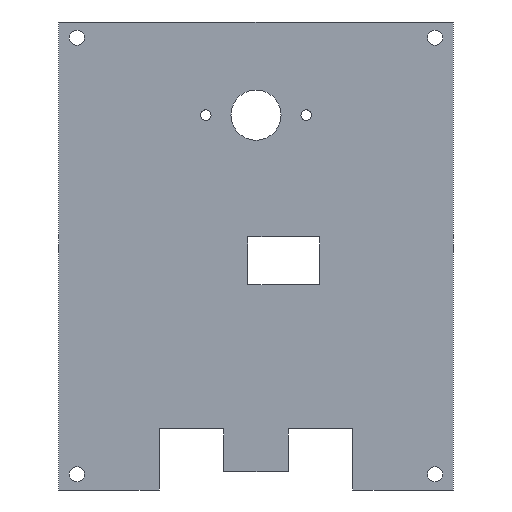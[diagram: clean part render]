
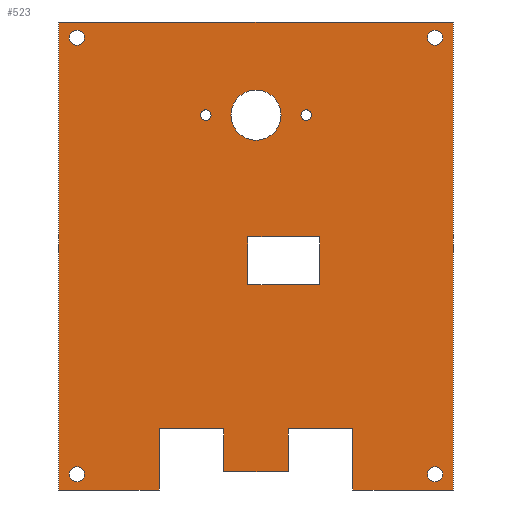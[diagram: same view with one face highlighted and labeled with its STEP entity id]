
A CAD part, left-side view. The second image highlights one B-rep face of the part: STEP entity #523.
In plain terms, the highlighted planar face has unit normal (-1, 0, 0).
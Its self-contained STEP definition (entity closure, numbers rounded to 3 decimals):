
#23=FACE_BOUND('',#107,.T.);
#24=FACE_BOUND('',#108,.T.);
#25=FACE_BOUND('',#109,.T.);
#26=FACE_BOUND('',#110,.T.);
#27=FACE_BOUND('',#111,.T.);
#28=FACE_BOUND('',#112,.T.);
#29=FACE_BOUND('',#113,.T.);
#30=FACE_BOUND('',#114,.T.);
#48=PLANE('',#564);
#73=FACE_OUTER_BOUND('',#106,.T.);
#106=EDGE_LOOP('',(#469,#470,#471,#472,#473,#474,#475,#476,#477,#478,#479,
#480));
#107=EDGE_LOOP('',(#481));
#108=EDGE_LOOP('',(#482));
#109=EDGE_LOOP('',(#483,#484,#485,#486));
#110=EDGE_LOOP('',(#487));
#111=EDGE_LOOP('',(#488));
#112=EDGE_LOOP('',(#489));
#113=EDGE_LOOP('',(#490));
#114=EDGE_LOOP('',(#491));
#117=LINE('',#716,#172);
#121=LINE('',#724,#176);
#124=LINE('',#730,#179);
#127=LINE('',#735,#182);
#134=LINE('',#770,#189);
#138=LINE('',#778,#193);
#141=LINE('',#784,#196);
#144=LINE('',#790,#199);
#147=LINE('',#796,#202);
#150=LINE('',#802,#205);
#153=LINE('',#808,#208);
#156=LINE('',#814,#211);
#159=LINE('',#820,#214);
#162=LINE('',#826,#217);
#165=LINE('',#832,#220);
#168=LINE('',#837,#223);
#172=VECTOR('',#583,10.);
#176=VECTOR('',#589,10.);
#179=VECTOR('',#594,10.);
#182=VECTOR('',#599,10.);
#189=VECTOR('',#638,10.);
#193=VECTOR('',#644,10.);
#196=VECTOR('',#649,10.);
#199=VECTOR('',#654,10.);
#202=VECTOR('',#659,10.);
#205=VECTOR('',#664,10.);
#208=VECTOR('',#669,10.);
#211=VECTOR('',#674,10.);
#214=VECTOR('',#679,10.);
#217=VECTOR('',#684,10.);
#220=VECTOR('',#689,10.);
#223=VECTOR('',#694,10.);
#225=CIRCLE('',#527,1.09);
#227=CIRCLE('',#530,1.09);
#230=CIRCLE('',#538,1.6);
#232=CIRCLE('',#541,5.25);
#234=CIRCLE('',#544,1.6);
#236=CIRCLE('',#547,1.6);
#238=CIRCLE('',#550,1.6);
#239=VERTEX_POINT('',#702);
#241=VERTEX_POINT('',#708);
#243=VERTEX_POINT('',#714);
#244=VERTEX_POINT('',#715);
#247=VERTEX_POINT('',#723);
#249=VERTEX_POINT('',#729);
#252=VERTEX_POINT('',#740);
#254=VERTEX_POINT('',#746);
#256=VERTEX_POINT('',#752);
#258=VERTEX_POINT('',#758);
#260=VERTEX_POINT('',#764);
#261=VERTEX_POINT('',#768);
#262=VERTEX_POINT('',#769);
#265=VERTEX_POINT('',#777);
#267=VERTEX_POINT('',#783);
#269=VERTEX_POINT('',#789);
#271=VERTEX_POINT('',#795);
#273=VERTEX_POINT('',#801);
#275=VERTEX_POINT('',#807);
#277=VERTEX_POINT('',#813);
#279=VERTEX_POINT('',#819);
#281=VERTEX_POINT('',#825);
#283=VERTEX_POINT('',#831);
#285=EDGE_CURVE('',#239,#239,#225,.T.);
#288=EDGE_CURVE('',#241,#241,#227,.T.);
#291=EDGE_CURVE('',#243,#244,#117,.T.);
#295=EDGE_CURVE('',#247,#243,#121,.T.);
#298=EDGE_CURVE('',#249,#247,#124,.T.);
#301=EDGE_CURVE('',#244,#249,#127,.T.);
#305=EDGE_CURVE('',#252,#252,#230,.T.);
#308=EDGE_CURVE('',#254,#254,#232,.T.);
#311=EDGE_CURVE('',#256,#256,#234,.T.);
#314=EDGE_CURVE('',#258,#258,#236,.T.);
#317=EDGE_CURVE('',#260,#260,#238,.T.);
#318=EDGE_CURVE('',#261,#262,#134,.T.);
#322=EDGE_CURVE('',#262,#265,#138,.T.);
#325=EDGE_CURVE('',#265,#267,#141,.T.);
#328=EDGE_CURVE('',#267,#269,#144,.T.);
#331=EDGE_CURVE('',#269,#271,#147,.T.);
#334=EDGE_CURVE('',#271,#273,#150,.T.);
#337=EDGE_CURVE('',#273,#275,#153,.T.);
#340=EDGE_CURVE('',#277,#275,#156,.T.);
#343=EDGE_CURVE('',#279,#277,#159,.T.);
#346=EDGE_CURVE('',#281,#279,#162,.T.);
#349=EDGE_CURVE('',#283,#281,#165,.T.);
#352=EDGE_CURVE('',#261,#283,#168,.T.);
#469=ORIENTED_EDGE('',*,*,#352,.F.);
#470=ORIENTED_EDGE('',*,*,#318,.T.);
#471=ORIENTED_EDGE('',*,*,#322,.T.);
#472=ORIENTED_EDGE('',*,*,#325,.T.);
#473=ORIENTED_EDGE('',*,*,#328,.T.);
#474=ORIENTED_EDGE('',*,*,#331,.T.);
#475=ORIENTED_EDGE('',*,*,#334,.T.);
#476=ORIENTED_EDGE('',*,*,#337,.T.);
#477=ORIENTED_EDGE('',*,*,#340,.F.);
#478=ORIENTED_EDGE('',*,*,#343,.F.);
#479=ORIENTED_EDGE('',*,*,#346,.F.);
#480=ORIENTED_EDGE('',*,*,#349,.F.);
#481=ORIENTED_EDGE('',*,*,#285,.T.);
#482=ORIENTED_EDGE('',*,*,#288,.T.);
#483=ORIENTED_EDGE('',*,*,#291,.T.);
#484=ORIENTED_EDGE('',*,*,#301,.T.);
#485=ORIENTED_EDGE('',*,*,#298,.T.);
#486=ORIENTED_EDGE('',*,*,#295,.T.);
#487=ORIENTED_EDGE('',*,*,#317,.F.);
#488=ORIENTED_EDGE('',*,*,#314,.F.);
#489=ORIENTED_EDGE('',*,*,#311,.F.);
#490=ORIENTED_EDGE('',*,*,#308,.F.);
#491=ORIENTED_EDGE('',*,*,#305,.F.);
#523=ADVANCED_FACE('',(#73,#23,#24,#25,#26,#27,#28,#29,#30),#48,.F.);
#527=AXIS2_PLACEMENT_3D('',#703,#569,#570);
#530=AXIS2_PLACEMENT_3D('',#709,#576,#577);
#538=AXIS2_PLACEMENT_3D('',#742,#606,#607);
#541=AXIS2_PLACEMENT_3D('',#748,#613,#614);
#544=AXIS2_PLACEMENT_3D('',#754,#620,#621);
#547=AXIS2_PLACEMENT_3D('',#760,#627,#628);
#550=AXIS2_PLACEMENT_3D('',#766,#634,#635);
#564=AXIS2_PLACEMENT_3D('',#840,#698,#699);
#569=DIRECTION('center_axis',(1.,0.,0.));
#570=DIRECTION('ref_axis',(0.,1.,0.));
#576=DIRECTION('center_axis',(1.,0.,0.));
#577=DIRECTION('ref_axis',(0.,1.,0.));
#583=DIRECTION('',(0.,0.,-1.));
#589=DIRECTION('',(0.,-1.,0.));
#594=DIRECTION('',(0.,0.,1.));
#599=DIRECTION('',(0.,1.,0.));
#606=DIRECTION('center_axis',(-1.,0.,0.));
#607=DIRECTION('ref_axis',(0.,1.,0.));
#613=DIRECTION('center_axis',(-1.,0.,0.));
#614=DIRECTION('ref_axis',(0.,1.,0.));
#620=DIRECTION('center_axis',(-1.,0.,0.));
#621=DIRECTION('ref_axis',(0.,1.,0.));
#627=DIRECTION('center_axis',(-1.,0.,0.));
#628=DIRECTION('ref_axis',(0.,1.,0.));
#634=DIRECTION('center_axis',(-1.,0.,0.));
#635=DIRECTION('ref_axis',(0.,1.,0.));
#638=DIRECTION('',(0.,0.,1.));
#644=DIRECTION('',(0.,-1.,0.));
#649=DIRECTION('',(0.,0.,-1.));
#654=DIRECTION('',(0.,-1.,0.));
#659=DIRECTION('',(0.,0.,1.));
#664=DIRECTION('',(0.,-1.,0.));
#669=DIRECTION('',(0.,0.,-1.));
#674=DIRECTION('',(0.,1.,0.));
#679=DIRECTION('',(0.,0.,-1.));
#684=DIRECTION('',(0.,-1.,0.));
#689=DIRECTION('',(0.,0.,1.));
#694=DIRECTION('',(0.,1.,0.));
#698=DIRECTION('center_axis',(1.,0.,0.));
#699=DIRECTION('ref_axis',(0.,1.,0.));
#702=CARTESIAN_POINT('',(0.,50.71,78.5));
#703=CARTESIAN_POINT('Origin',(0.,51.8,78.5));
#708=CARTESIAN_POINT('',(0.,29.71,78.5));
#709=CARTESIAN_POINT('Origin',(0.,30.8,78.5));
#714=CARTESIAN_POINT('',(0.,28.,53.));
#715=CARTESIAN_POINT('',(0.,28.,43.));
#716=CARTESIAN_POINT('',(0.,28.,51.));
#723=CARTESIAN_POINT('',(0.,43.,53.));
#724=CARTESIAN_POINT('',(0.,42.15,53.));
#729=CARTESIAN_POINT('',(0.,43.,43.));
#730=CARTESIAN_POINT('',(0.,43.,46.));
#735=CARTESIAN_POINT('',(0.,34.65,43.));
#740=CARTESIAN_POINT('',(0.,77.2,3.3));
#742=CARTESIAN_POINT('Origin',(0.,78.8,3.3));
#746=CARTESIAN_POINT('',(0.,36.05,78.5));
#748=CARTESIAN_POINT('Origin',(0.,41.3,78.5));
#752=CARTESIAN_POINT('',(0.,2.2,3.3));
#754=CARTESIAN_POINT('Origin',(0.,3.8,3.3));
#758=CARTESIAN_POINT('',(0.,2.2,94.7));
#760=CARTESIAN_POINT('Origin',(0.,3.8,94.7));
#764=CARTESIAN_POINT('',(0.,77.2,94.7));
#766=CARTESIAN_POINT('Origin',(0.,78.8,94.7));
#768=CARTESIAN_POINT('',(0.,61.6,0.));
#769=CARTESIAN_POINT('',(0.,61.6,12.8));
#770=CARTESIAN_POINT('',(0.,61.6,0.));
#777=CARTESIAN_POINT('',(0.,48.1,12.8));
#778=CARTESIAN_POINT('',(0.,61.6,12.8));
#783=CARTESIAN_POINT('',(0.,48.1,3.8));
#784=CARTESIAN_POINT('',(0.,48.1,12.8));
#789=CARTESIAN_POINT('',(0.,34.5,3.8));
#790=CARTESIAN_POINT('',(0.,48.1,3.8));
#795=CARTESIAN_POINT('',(0.,34.5,12.8));
#796=CARTESIAN_POINT('',(0.,34.5,0.));
#801=CARTESIAN_POINT('',(0.,21.,12.8));
#802=CARTESIAN_POINT('',(0.,34.5,12.8));
#807=CARTESIAN_POINT('',(0.,21.,0.));
#808=CARTESIAN_POINT('',(0.,21.,12.8));
#813=CARTESIAN_POINT('',(0.,0.,0.));
#814=CARTESIAN_POINT('',(0.,0.,0.));
#819=CARTESIAN_POINT('',(0.,0.,98.));
#820=CARTESIAN_POINT('',(0.,0.,98.));
#825=CARTESIAN_POINT('',(0.,82.6,98.));
#826=CARTESIAN_POINT('',(0.,82.6,98.));
#831=CARTESIAN_POINT('',(0.,82.6,0.));
#832=CARTESIAN_POINT('',(0.,82.6,0.));
#837=CARTESIAN_POINT('',(0.,0.,0.));
#840=CARTESIAN_POINT('Origin',(0.,41.3,49.));
